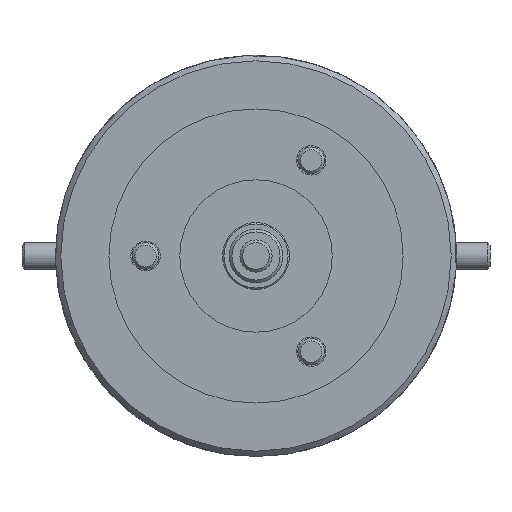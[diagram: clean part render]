
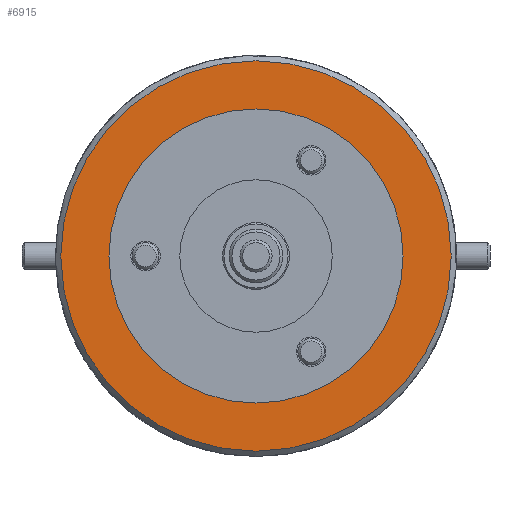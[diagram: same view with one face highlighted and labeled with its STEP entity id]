
A CAD part, left-side view. The second image highlights one B-rep face of the part: STEP entity #6915.
In plain terms, the highlighted planar face has unit normal (-1, 0, 0).
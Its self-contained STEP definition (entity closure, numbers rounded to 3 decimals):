
#292 = EDGE_LOOP ( 'NONE', ( #4053 ) ) ;
#501 = CARTESIAN_POINT ( 'NONE',  ( 0., 0., 0. ) ) ;
#732 = VERTEX_POINT ( 'NONE', #6703 ) ;
#885 = FACE_OUTER_BOUND ( 'NONE', #1301, .T. ) ;
#926 = DIRECTION ( 'NONE',  ( 0., 0., -1. ) ) ;
#1205 = ORIENTED_EDGE ( 'NONE', *, *, #7184, .T. ) ;
#1301 = EDGE_LOOP ( 'NONE', ( #1205 ) ) ;
#1445 = DIRECTION ( 'NONE',  ( -1., 0., 0. ) ) ;
#1755 = DIRECTION ( 'NONE',  ( -1., 0., 0. ) ) ;
#3422 = DIRECTION ( 'NONE',  ( 1., 0., 0. ) ) ;
#3458 = CIRCLE ( 'NONE', #5339, 55. ) ;
#4053 = ORIENTED_EDGE ( 'NONE', *, *, #6735, .F. ) ;
#4071 = CARTESIAN_POINT ( 'NONE',  ( 0., 75., 0. ) ) ;
#4763 = CIRCLE ( 'NONE', #5731, 73. ) ;
#5004 = CARTESIAN_POINT ( 'NONE',  ( 0., 0., -73. ) ) ;
#5026 = DIRECTION ( 'NONE',  ( 0., 0., 1. ) ) ;
#5318 = CARTESIAN_POINT ( 'NONE',  ( 0., 0., 0. ) ) ;
#5339 = AXIS2_PLACEMENT_3D ( 'NONE', #501, #1755, #5026 ) ;
#5408 = VERTEX_POINT ( 'NONE', #5004 ) ;
#5731 = AXIS2_PLACEMENT_3D ( 'NONE', #5318, #1445, #6873 ) ;
#6525 = FACE_BOUND ( 'NONE', #292, .T. ) ;
#6565 = PLANE ( 'NONE',  #6744 ) ;
#6703 = CARTESIAN_POINT ( 'NONE',  ( 0., 0., 55. ) ) ;
#6735 = EDGE_CURVE ( 'NONE', #732, #732, #3458, .T. ) ;
#6744 = AXIS2_PLACEMENT_3D ( 'NONE', #4071, #3422, #926 ) ;
#6873 = DIRECTION ( 'NONE',  ( 0., 0., -1. ) ) ;
#6915 = ADVANCED_FACE ( 'NONE', ( #885, #6525 ), #6565, .F. ) ;
#7184 = EDGE_CURVE ( 'NONE', #5408, #5408, #4763, .T. ) ;
